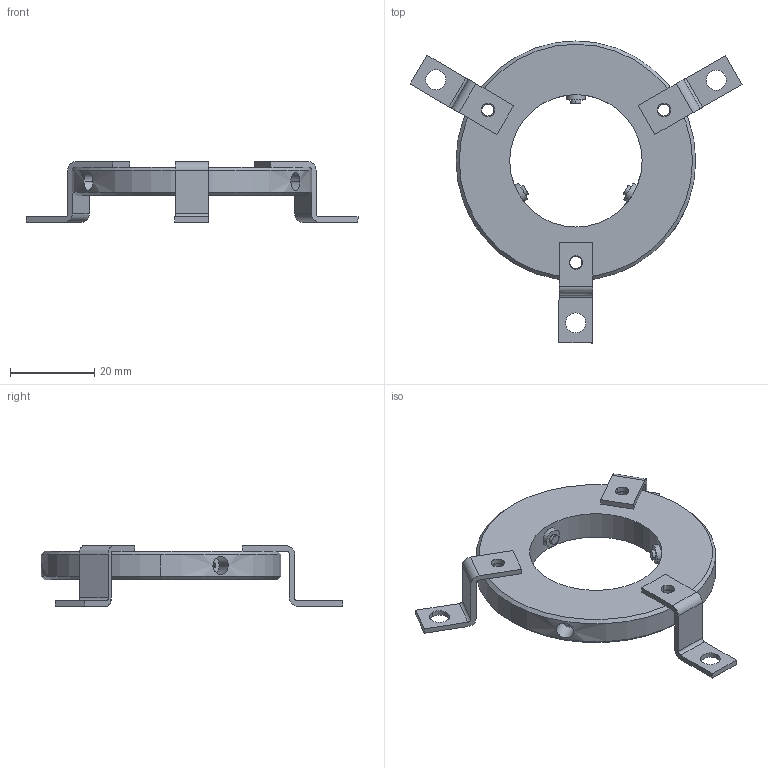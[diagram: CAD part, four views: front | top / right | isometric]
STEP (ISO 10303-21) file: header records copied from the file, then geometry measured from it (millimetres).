
FILE_DESCRIPTION (( 'STEP AP214' ), '1' );
FILE_NAME ('1839-A-M0004-0 R1 minus hex heads 1 Ext1 P1 Coord.STEP', '2020-07-15T22:40:52', ( '' ), ( '' ), 'SwSTEP 2.0', 'SolidWorks 2017', '' );
FILE_SCHEMA (( 'AUTOMOTIVE_DESIGN' ));
Length unit declared in the file: inch
Products named in the file (1): 1839-A-M0004-0 R1 minus hex heads 1 Ext1 P1 Coord
Bounding box: 78.64 x 71.52 x 14.27 mm (x, y, z)
Volume: 12407 mm3; surface area: 7843.4 mm2
Topology: 6 solids, 6 shells, 124 faces, 322 edges, 214 vertices
Faces by surface type: plane 64, cylinder 52, cone 8
Entity records: 4223 total; most frequent: CARTESIAN_POINT 931, DIRECTION 672, ORIENTED_EDGE 644, EDGE_CURVE 322, AXIS2_PLACEMENT_3D 237, VERTEX_POINT 214, VECTOR 198, LINE 198
